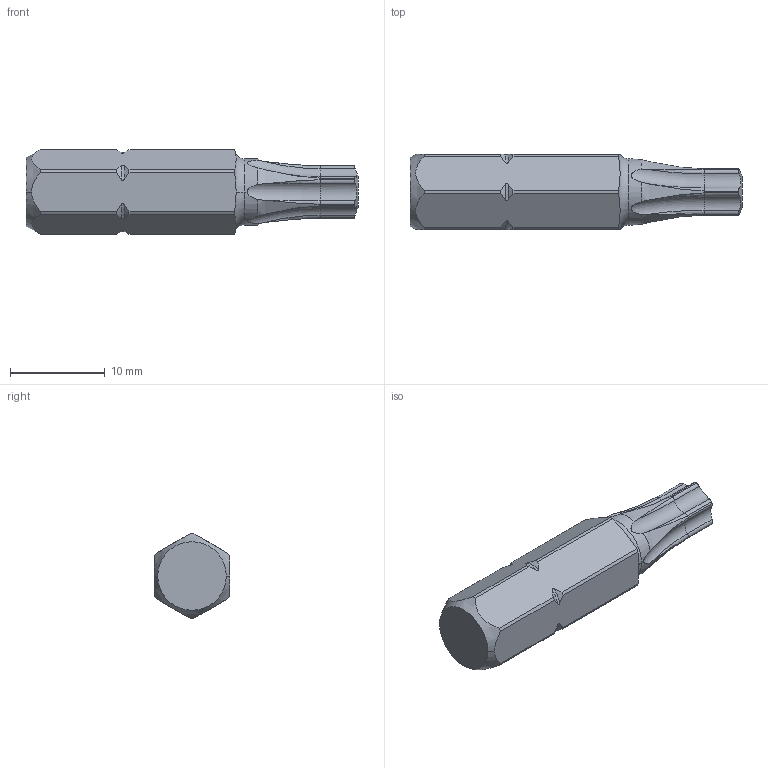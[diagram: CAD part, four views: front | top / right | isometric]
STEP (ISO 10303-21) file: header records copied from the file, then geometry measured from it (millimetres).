
FILE_DESCRIPTION((''),'2;1');
FILE_NAME('4027103330','2023-08-22T14:24:21',('A00565553'),(''),'CREO PARAMETRIC BY PTC INC, 2022414','CREO PARAMETRIC BY PTC INC, 2022414','');
FILE_SCHEMA(('CONFIG_CONTROL_DESIGN','GEOMETRIC_VALIDATION_PROPERTIES_MIM'));
Length unit declared in the file: millimetre
Products named in the file (1): 4027103330
Bounding box: 35 x 7.93 x 8.96 mm (x, y, z)
Volume: 1500.2 mm3; surface area: 921.3 mm2
Topology: 1 solids, 1 shells, 94 faces, 250 edges, 158 vertices
Faces by surface type: cylinder 38, torus 32, cone 16, plane 8
Entity records: 3508 total; most frequent: CARTESIAN_POINT 1186, ORIENTED_EDGE 500, DIRECTION 426, EDGE_CURVE 250, AXIS2_PLACEMENT_3D 186, VERTEX_POINT 158, B_SPLINE_CURVE_WITH_KNOTS 104, EDGE_LOOP 94
